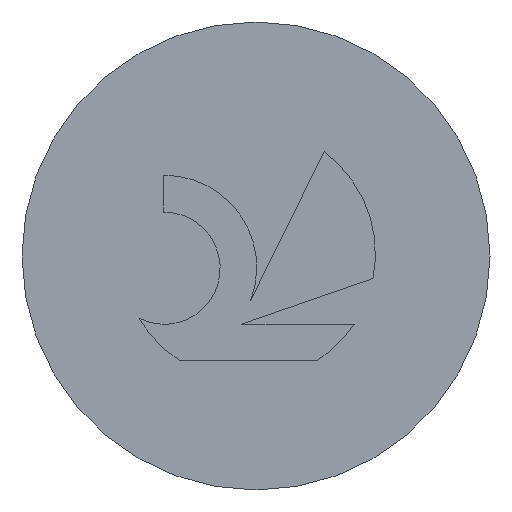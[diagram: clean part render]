
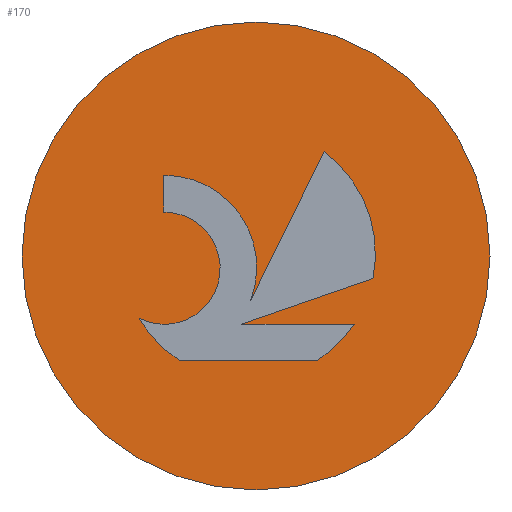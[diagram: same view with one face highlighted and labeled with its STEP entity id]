
A CAD part, top view. The second image highlights one B-rep face of the part: STEP entity #170.
In plain terms, the highlighted planar face has unit normal (0, 0, 1).
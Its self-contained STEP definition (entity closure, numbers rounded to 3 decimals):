
#106=VERTEX_POINT('',#286);
#114=EDGE_CURVE('',#178,#206,#296,.T.);
#118=VERTEX_POINT('',#300);
#122=EDGE_CURVE('',#206,#202,#304,.T.);
#126=EDGE_CURVE('',#236,#222,#309,.T.);
#140=VERTEX_POINT('',#325);
#152=EDGE_CURVE('',#140,#208,#338,.T.);
#164=EDGE_CURVE('',#118,#220,#351,.T.);
#170=ADVANCED_FACE('',(#357,#358),#359,.T.);
#172=EDGE_CURVE('',#248,#140,#361,.T.);
#174=EDGE_CURVE('',#220,#260,#363,.T.);
#178=VERTEX_POINT('',#368);
#184=EDGE_CURVE('',#222,#118,#375,.T.);
#194=EDGE_CURVE('',#106,#268,#385,.T.);
#198=EDGE_CURVE('',#268,#106,#389,.T.);
#200=EDGE_CURVE('',#202,#248,#391,.T.);
#202=VERTEX_POINT('',#393);
#206=VERTEX_POINT('',#397);
#208=VERTEX_POINT('',#399);
#220=VERTEX_POINT('',#411);
#222=VERTEX_POINT('',#413);
#232=EDGE_CURVE('',#260,#178,#424,.T.);
#234=EDGE_CURVE('',#208,#236,#426,.T.);
#236=VERTEX_POINT('',#428);
#248=VERTEX_POINT('',#442);
#260=VERTEX_POINT('',#456);
#268=VERTEX_POINT('',#465);
#286=CARTESIAN_POINT('',(0.,8.,0.0));
#296=CIRCLE('',#486,4.343);
#300=CARTESIAN_POINT('',(7.52,5.671,0.0));
#304=CIRCLE('',#499,1.917);
#309=CIRCLE('',#505,4.343);
#325=CARTESIAN_POINT('',(4.846,10.76,0.0));
#338=CIRCLE('',#545,3.155);
#351=LINE('',#560,#561);
#357=FACE_BOUND('',#571,.T.);
#358=FACE_OUTER_BOUND('',#572,.T.);
#359=PLANE('',#573);
#361=LINE('',#576,#577);
#363=CIRCLE('',#580,4.343);
#368=CARTESIAN_POINT('',(5.373,4.434,0.0));
#375=LINE('',#594,#595);
#385=CIRCLE('',#611,8.0);
#389=CIRCLE('',#618,8.0);
#391=CIRCLE('',#621,1.917);
#393=CARTESIAN_POINT('',(5.715,9.297,0.0));
#397=CARTESIAN_POINT('',(4.,5.868,0.0));
#399=CARTESIAN_POINT('',(7.814,6.472,0.0));
#411=CARTESIAN_POINT('',(11.357,5.671,0.0));
#413=CARTESIAN_POINT('',(12.,7.226,0.0));
#424=LINE('',#662,#663);
#426=LINE('',#666,#667);
#428=CARTESIAN_POINT('',(10.326,11.565,0.0));
#442=CARTESIAN_POINT('',(4.846,9.5,0.0));
#456=CARTESIAN_POINT('',(10.107,4.434,0.0));
#465=CARTESIAN_POINT('',(16.0,8.0,0.0));
#486=AXIS2_PLACEMENT_3D('',#732,#733,#734);
#499=AXIS2_PLACEMENT_3D('',#737,#738,#739);
#505=AXIS2_PLACEMENT_3D('',#748,#749,#750);
#545=AXIS2_PLACEMENT_3D('',#790,#791,#792);
#560=CARTESIAN_POINT('',(9.678,5.671,0.0));
#561=VECTOR('',#804,1.0);
#571=EDGE_LOOP('',(#808,#809,#810,#811,#812,#813,#814,#815,#816,#817,#818));
#572=EDGE_LOOP('',(#819,#820));
#573=AXIS2_PLACEMENT_3D('',#821,#822,#823);
#576=CARTESIAN_POINT('',(4.846,9.38,0.0));
#577=VECTOR('',#824,1.0);
#580=AXIS2_PLACEMENT_3D('',#825,#826,#827);
#594=CARTESIAN_POINT('',(8.095,5.87,0.0));
#595=VECTOR('',#847,1.0);
#611=AXIS2_PLACEMENT_3D('',#853,#854,#855);
#618=AXIS2_PLACEMENT_3D('',#857,#858,#859);
#621=AXIS2_PLACEMENT_3D('',#860,#861,#862);
#662=CARTESIAN_POINT('',(6.687,4.434,0.0));
#663=VECTOR('',#877,1.0);
#666=CARTESIAN_POINT('',(9.391,9.67,0.0));
#667=VECTOR('',#878,1.0);
#732=CARTESIAN_POINT('',(7.74,8.076,0.0));
#733=DIRECTION('',(-0.0,0.0,-1.0));
#734=DIRECTION('',(-0.861,-0.508,0.0));
#737=CARTESIAN_POINT('',(4.858,7.583,0.0));
#738=DIRECTION('',(0.0,0.0,1.0));
#739=DIRECTION('',(-0.447,-0.894,0.0));
#748=CARTESIAN_POINT('',(7.74,8.076,0.0));
#749=DIRECTION('',(0.0,-0.0,-1.0));
#750=DIRECTION('',(0.981,-0.196,0.0));
#790=CARTESIAN_POINT('',(4.87,7.605,0.0));
#791=DIRECTION('',(0.0,-0.0,-1.0));
#792=DIRECTION('',(0.933,-0.359,0.0));
#804=DIRECTION('',(1.0,0.0,0.0));
#808=ORIENTED_EDGE('',*,*,#172,.T.);
#809=ORIENTED_EDGE('',*,*,#152,.T.);
#810=ORIENTED_EDGE('',*,*,#234,.T.);
#811=ORIENTED_EDGE('',*,*,#126,.T.);
#812=ORIENTED_EDGE('',*,*,#184,.T.);
#813=ORIENTED_EDGE('',*,*,#164,.T.);
#814=ORIENTED_EDGE('',*,*,#174,.T.);
#815=ORIENTED_EDGE('',*,*,#232,.T.);
#816=ORIENTED_EDGE('',*,*,#114,.T.);
#817=ORIENTED_EDGE('',*,*,#122,.T.);
#818=ORIENTED_EDGE('',*,*,#200,.T.);
#819=ORIENTED_EDGE('',*,*,#194,.T.);
#820=ORIENTED_EDGE('',*,*,#198,.T.);
#821=CARTESIAN_POINT('',(8.0,8.0,0.0));
#822=DIRECTION('',(0.0,0.0,1.0));
#823=DIRECTION('',(1.0,0.0,0.0));
#824=DIRECTION('',(0.0,1.0,0.0));
#825=CARTESIAN_POINT('',(7.74,8.076,0.0));
#826=DIRECTION('',(0.0,-0.0,-1.0));
#827=DIRECTION('',(0.545,-0.838,0.0));
#847=DIRECTION('',(-0.945,-0.328,0.0));
#853=CARTESIAN_POINT('',(8.0,8.0,0.0));
#854=DIRECTION('',(0.0,0.0,1.0));
#855=DIRECTION('',(1.0,0.,0.0));
#857=CARTESIAN_POINT('',(8.0,8.0,0.0));
#858=DIRECTION('',(0.0,0.0,1.0));
#859=DIRECTION('',(1.0,0.,0.0));
#860=CARTESIAN_POINT('',(4.858,7.583,0.0));
#861=DIRECTION('',(0.0,0.0,1.0));
#862=DIRECTION('',(-0.447,-0.894,0.0));
#877=DIRECTION('',(-1.0,0.0,0.0));
#878=DIRECTION('',(0.442,0.897,-0.0));
